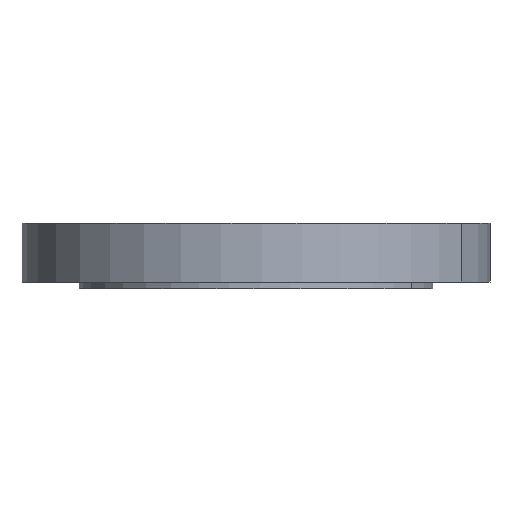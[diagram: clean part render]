
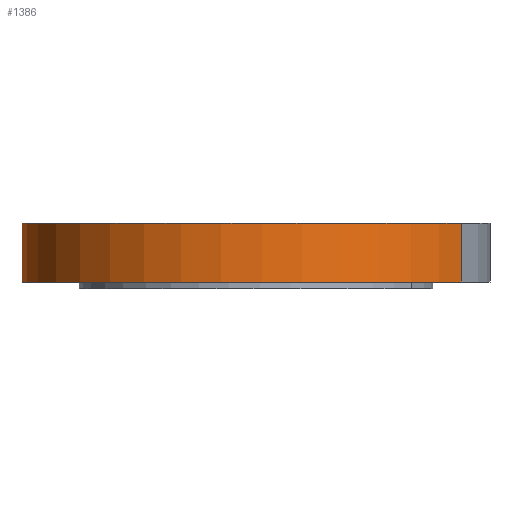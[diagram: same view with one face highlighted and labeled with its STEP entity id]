
A CAD part, left-side view. The second image highlights one B-rep face of the part: STEP entity #1386.
In plain terms, the highlighted cylindrical face has radius 428.625 mm (diameter 857.25 mm), a partial arc.
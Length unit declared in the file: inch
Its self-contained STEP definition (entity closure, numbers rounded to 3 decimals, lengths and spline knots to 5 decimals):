
#1186=AXIS2_PLACEMENT_3D('Circle Axis2P3D',#1184,#1185,$) ;
#1347=AXIS2_PLACEMENT_3D('Cylinder Axis2P3D',#1344,#1345,#1346) ;
#1377=AXIS2_PLACEMENT_3D('Circle Axis2P3D',#1375,#1376,$) ;
#1184=CARTESIAN_POINT('Axis2P3D Location',(0.,0.,0.)) ;
#1188=CARTESIAN_POINT('Vertex',(-8.09031,-14.80921,0.)) ;
#1190=CARTESIAN_POINT('Vertex',(8.09031,14.80921,0.)) ;
#1344=CARTESIAN_POINT('Axis2P3D Location',(0.,0.,1.875)) ;
#1349=CARTESIAN_POINT('Line Origine',(8.09031,14.80921,2.125)) ;
#1353=CARTESIAN_POINT('Vertex',(8.09031,14.80921,4.25)) ;
#1360=CARTESIAN_POINT('Vertex',(-8.09031,-14.80921,4.25)) ;
#1363=CARTESIAN_POINT('Line Origine',(-8.09031,-14.80921,2.125)) ;
#1375=CARTESIAN_POINT('Axis2P3D Location',(0.,0.,4.25)) ;
#1185=DIRECTION('Axis2P3D Direction',(0.,0.,-0.039)) ;
#1345=DIRECTION('Axis2P3D Direction',(0.,0.,-0.039)) ;
#1346=DIRECTION('Axis2P3D XDirection',(-0.019,-0.035,0.)) ;
#1350=DIRECTION('Vector Direction',(0.,0.,-0.039)) ;
#1364=DIRECTION('Vector Direction',(0.,0.,-0.039)) ;
#1376=DIRECTION('Axis2P3D Direction',(0.,0.,-0.039)) ;
#1351=VECTOR('Line Direction',#1350,0.03937) ;
#1365=VECTOR('Line Direction',#1364,0.03937) ;
#1381=ORIENTED_EDGE('',*,*,#1192,.F.) ;
#1382=ORIENTED_EDGE('',*,*,#1367,.T.) ;
#1383=ORIENTED_EDGE('',*,*,#1379,.T.) ;
#1384=ORIENTED_EDGE('',*,*,#1355,.F.) ;
#1386=ADVANCED_FACE('PartBody',(#1385),#1348,.T.) ;
#1187=CIRCLE('generated circle',#1186,16.875) ;
#1378=CIRCLE('generated circle',#1377,16.875) ;
#1348=CYLINDRICAL_SURFACE('generated cylinder',#1347,16.875) ;
#1192=EDGE_CURVE('',#1189,#1191,#1187,.T.) ;
#1355=EDGE_CURVE('',#1191,#1354,#1352,.F.) ;
#1367=EDGE_CURVE('',#1189,#1361,#1366,.F.) ;
#1379=EDGE_CURVE('',#1361,#1354,#1378,.T.) ;
#1380=EDGE_LOOP('',(#1381,#1382,#1383,#1384)) ;
#1385=FACE_OUTER_BOUND('',#1380,.T.) ;
#1352=LINE('Line',#1349,#1351) ;
#1366=LINE('Line',#1363,#1365) ;
#1189=VERTEX_POINT('',#1188) ;
#1191=VERTEX_POINT('',#1190) ;
#1354=VERTEX_POINT('',#1353) ;
#1361=VERTEX_POINT('',#1360) ;
